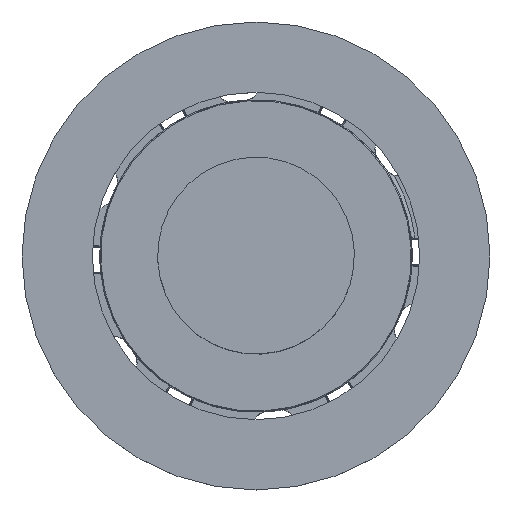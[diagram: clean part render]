
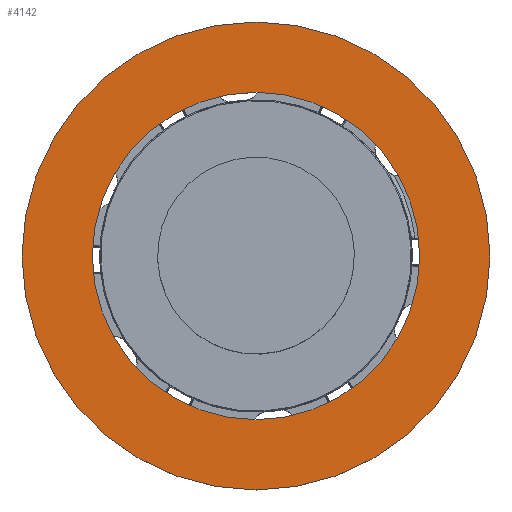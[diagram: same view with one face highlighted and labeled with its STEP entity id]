
A CAD part, top view. The second image highlights one B-rep face of the part: STEP entity #4142.
In plain terms, the highlighted planar face has unit normal (0, 0, 1).
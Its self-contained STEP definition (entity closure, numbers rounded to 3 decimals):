
#132=FACE_BOUND('',#5843,.T.);
#133=FACE_BOUND('',#5844,.T.);
#965=PLANE('',#15358);
#4142=ADVANCED_FACE('',(#132,#133),#965,.F.);
#5843=EDGE_LOOP('',(#10067));
#5844=EDGE_LOOP('',(#10068));
#10067=ORIENTED_EDGE('',*,*,#13314,.F.);
#10068=ORIENTED_EDGE('',*,*,#13312,.T.);
#11285=VERTEX_POINT('',#24791);
#11287=VERTEX_POINT('',#24796);
#13312=EDGE_CURVE('',#11285,#11285,#13931,.T.);
#13314=EDGE_CURVE('',#11287,#11287,#13933,.T.);
#13931=CIRCLE('',#15354,49.94);
#13933=CIRCLE('',#15357,34.94);
#15354=AXIS2_PLACEMENT_3D('',#24790,#19377,#19378);
#15357=AXIS2_PLACEMENT_3D('',#24795,#19383,#19384);
#15358=AXIS2_PLACEMENT_3D('',#24797,#19385,#19386);
#19377=DIRECTION('',(0.,0.,1.));
#19378=DIRECTION('',(-1.,0.,0.));
#19383=DIRECTION('',(0.,0.,1.));
#19384=DIRECTION('',(-1.,0.,0.));
#19385=DIRECTION('',(0.,0.,-1.));
#19386=DIRECTION('',(-1.,0.,0.));
#24790=CARTESIAN_POINT('',(0.,0.,-47.5));
#24791=CARTESIAN_POINT('',(-49.94,0.,-47.5));
#24795=CARTESIAN_POINT('',(0.,0.,-47.5));
#24796=CARTESIAN_POINT('',(-34.94,0.,-47.5));
#24797=CARTESIAN_POINT('',(49.94,0.,-47.5));
